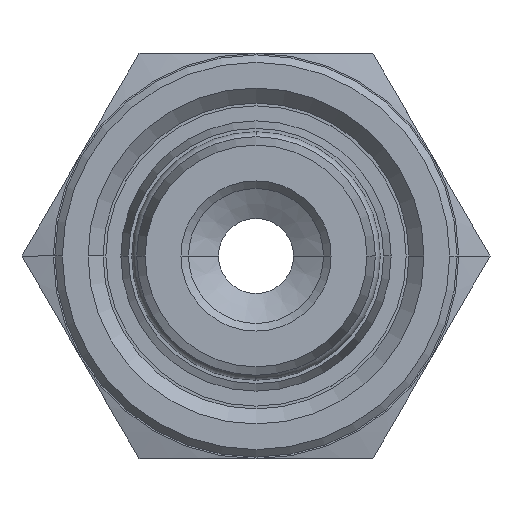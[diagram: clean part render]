
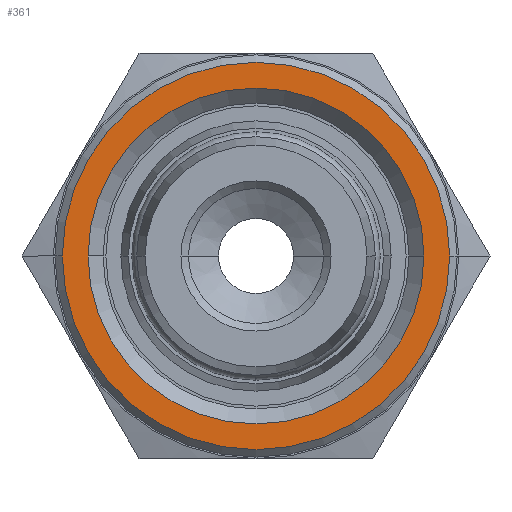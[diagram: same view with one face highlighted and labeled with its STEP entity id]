
A CAD part, left-side view. The second image highlights one B-rep face of the part: STEP entity #361.
In plain terms, the highlighted planar face has unit normal (-1, 0, 0).
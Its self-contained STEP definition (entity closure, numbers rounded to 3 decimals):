
#361 = ADVANCED_FACE( '', ( #769, #770 ), #771, .T. );
#769 = FACE_BOUND( '', #1196, .T. );
#770 = FACE_OUTER_BOUND( '', #1197, .T. );
#771 = PLANE( '', #1198 );
#1196 = EDGE_LOOP( '', ( #2653, #2654 ) );
#1197 = EDGE_LOOP( '', ( #2655, #2656 ) );
#1198 = AXIS2_PLACEMENT_3D( '', #2657, #2658, #2659 );
#2653 = ORIENTED_EDGE( '', *, *, #3065, .T. );
#2654 = ORIENTED_EDGE( '', *, *, #3218, .T. );
#2655 = ORIENTED_EDGE( '', *, *, #3053, .F. );
#2656 = ORIENTED_EDGE( '', *, *, #3223, .F. );
#2657 = CARTESIAN_POINT( '', ( -20.7, -6.45, 0. ) );
#2658 = DIRECTION( '', ( -1., 0., 0. ) );
#2659 = DIRECTION( '', ( 0., 1., 0. ) );
#3053 = EDGE_CURVE( '', #3696, #3698, #3699, .T. );
#3065 = EDGE_CURVE( '', #3717, #3719, #3721, .T. );
#3218 = EDGE_CURVE( '', #3719, #3717, #3970, .T. );
#3223 = EDGE_CURVE( '', #3698, #3696, #3975, .T. );
#3696 = VERTEX_POINT( '', #4816 );
#3698 = VERTEX_POINT( '', #4819 );
#3699 = CIRCLE( '', #4820, 12.9 );
#3717 = VERTEX_POINT( '', #4843 );
#3719 = VERTEX_POINT( '', #4846 );
#3721 = CIRCLE( '', #4849, 11.188 );
#3970 = CIRCLE( '', #5410, 11.188 );
#3975 = CIRCLE( '', #5415, 12.9 );
#4816 = CARTESIAN_POINT( '', ( -20.7, -12.9, 0. ) );
#4819 = CARTESIAN_POINT( '', ( -20.7, 12.9, 0. ) );
#4820 = AXIS2_PLACEMENT_3D( '', #5941, #5942, #5943 );
#4843 = CARTESIAN_POINT( '', ( -20.7, -11.188, 0. ) );
#4846 = CARTESIAN_POINT( '', ( -20.7, 11.188, 0. ) );
#4849 = AXIS2_PLACEMENT_3D( '', #5963, #5964, #5965 );
#5410 = AXIS2_PLACEMENT_3D( '', #6158, #6159, #6160 );
#5415 = AXIS2_PLACEMENT_3D( '', #6173, #6174, #6175 );
#5941 = CARTESIAN_POINT( '', ( -20.7, 0., 0. ) );
#5942 = DIRECTION( '', ( 1., 0., 0. ) );
#5943 = DIRECTION( '', ( 0., -1., 0. ) );
#5963 = CARTESIAN_POINT( '', ( -20.7, 0., 0. ) );
#5964 = DIRECTION( '', ( 1., 0., 0. ) );
#5965 = DIRECTION( '', ( 0., -1., 0. ) );
#6158 = CARTESIAN_POINT( '', ( -20.7, 0., 0. ) );
#6159 = DIRECTION( '', ( 1., 0., 0. ) );
#6160 = DIRECTION( '', ( 0., -1., 0. ) );
#6173 = CARTESIAN_POINT( '', ( -20.7, 0., 0. ) );
#6174 = DIRECTION( '', ( 1., 0., 0. ) );
#6175 = DIRECTION( '', ( 0., -1., 0. ) );
